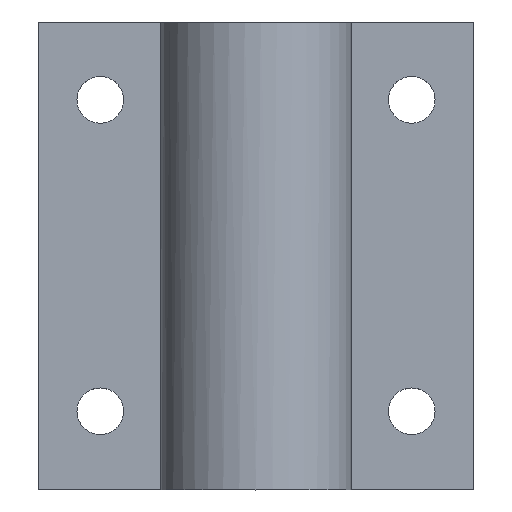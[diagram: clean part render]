
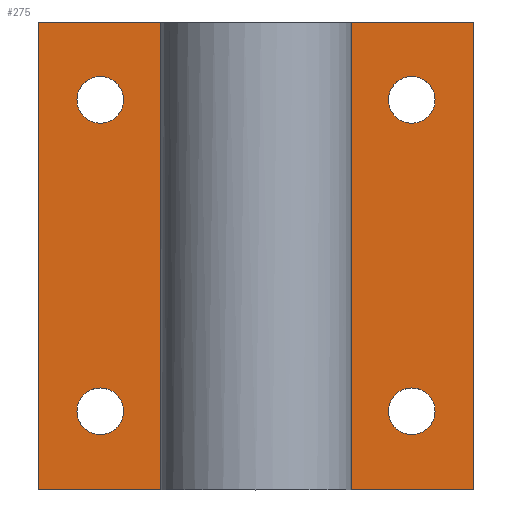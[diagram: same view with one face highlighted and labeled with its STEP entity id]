
A CAD part, top view. The second image highlights one B-rep face of the part: STEP entity #275.
In plain terms, the highlighted planar face has unit normal (0, 0, 1).
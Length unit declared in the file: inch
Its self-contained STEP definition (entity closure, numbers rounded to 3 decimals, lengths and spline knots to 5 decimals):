
#15=FACE_BOUND('',#54,.T.);
#16=FACE_BOUND('',#55,.T.);
#17=FACE_BOUND('',#56,.T.);
#18=FACE_BOUND('',#57,.T.);
#39=FACE_OUTER_BOUND('',#53,.T.);
#53=EDGE_LOOP('',(#221,#222,#223,#224,#225,#226,#227,#228));
#54=EDGE_LOOP('',(#229));
#55=EDGE_LOOP('',(#230));
#56=EDGE_LOOP('',(#231));
#57=EDGE_LOOP('',(#232));
#69=LINE('',#409,#91);
#73=LINE('',#416,#95);
#80=LINE('',#446,#102);
#82=LINE('',#451,#104);
#85=LINE('',#455,#107);
#86=LINE('',#458,#108);
#87=LINE('',#460,#109);
#88=LINE('',#461,#110);
#91=VECTOR('',#329,0.3937);
#95=VECTOR('',#333,0.3937);
#102=VECTOR('',#366,0.3937);
#104=VECTOR('',#370,0.3937);
#107=VECTOR('',#375,0.3937);
#108=VECTOR('',#378,0.3937);
#109=VECTOR('',#379,0.3937);
#110=VECTOR('',#380,0.3937);
#114=CIRCLE('',#298,0.075);
#116=CIRCLE('',#301,0.075);
#118=CIRCLE('',#304,0.075);
#120=CIRCLE('',#307,0.075);
#127=VERTEX_POINT('',#405);
#128=VERTEX_POINT('',#406);
#129=VERTEX_POINT('',#408);
#132=VERTEX_POINT('',#414);
#133=VERTEX_POINT('',#418);
#135=VERTEX_POINT('',#424);
#137=VERTEX_POINT('',#430);
#139=VERTEX_POINT('',#436);
#142=VERTEX_POINT('',#444);
#144=VERTEX_POINT('',#450);
#145=VERTEX_POINT('',#457);
#146=VERTEX_POINT('',#459);
#152=EDGE_CURVE('',#129,#127,#69,.T.);
#156=EDGE_CURVE('',#128,#132,#73,.T.);
#157=EDGE_CURVE('',#133,#133,#114,.T.);
#160=EDGE_CURVE('',#135,#135,#116,.T.);
#163=EDGE_CURVE('',#137,#137,#118,.T.);
#166=EDGE_CURVE('',#139,#139,#120,.T.);
#171=EDGE_CURVE('',#132,#142,#80,.T.);
#173=EDGE_CURVE('',#144,#129,#82,.T.);
#176=EDGE_CURVE('',#142,#144,#85,.T.);
#177=EDGE_CURVE('',#128,#145,#86,.T.);
#178=EDGE_CURVE('',#146,#127,#87,.T.);
#179=EDGE_CURVE('',#145,#146,#88,.T.);
#221=ORIENTED_EDGE('',*,*,#177,.F.);
#222=ORIENTED_EDGE('',*,*,#156,.T.);
#223=ORIENTED_EDGE('',*,*,#171,.T.);
#224=ORIENTED_EDGE('',*,*,#176,.T.);
#225=ORIENTED_EDGE('',*,*,#173,.T.);
#226=ORIENTED_EDGE('',*,*,#152,.T.);
#227=ORIENTED_EDGE('',*,*,#178,.F.);
#228=ORIENTED_EDGE('',*,*,#179,.F.);
#229=ORIENTED_EDGE('',*,*,#166,.T.);
#230=ORIENTED_EDGE('',*,*,#163,.T.);
#231=ORIENTED_EDGE('',*,*,#160,.T.);
#232=ORIENTED_EDGE('',*,*,#157,.T.);
#263=PLANE('',#312);
#275=ADVANCED_FACE('',(#39,#15,#16,#17,#18),#263,.T.);
#298=AXIS2_PLACEMENT_3D('',#419,#336,#337);
#301=AXIS2_PLACEMENT_3D('',#425,#343,#344);
#304=AXIS2_PLACEMENT_3D('',#431,#350,#351);
#307=AXIS2_PLACEMENT_3D('',#437,#357,#358);
#312=AXIS2_PLACEMENT_3D('',#456,#376,#377);
#329=DIRECTION('',(1.,0.,0.));
#333=DIRECTION('',(1.,0.,0.));
#336=DIRECTION('center_axis',(0.,0.,-1.));
#337=DIRECTION('ref_axis',(1.,0.,0.));
#343=DIRECTION('center_axis',(0.,0.,-1.));
#344=DIRECTION('ref_axis',(1.,0.,0.));
#350=DIRECTION('center_axis',(0.,0.,-1.));
#351=DIRECTION('ref_axis',(1.,0.,0.));
#357=DIRECTION('center_axis',(0.,0.,-1.));
#358=DIRECTION('ref_axis',(1.,0.,0.));
#366=DIRECTION('',(0.,1.,0.));
#370=DIRECTION('',(0.,-1.,0.));
#375=DIRECTION('',(-1.,0.,0.));
#376=DIRECTION('center_axis',(0.,0.,1.));
#377=DIRECTION('ref_axis',(1.,0.,0.));
#378=DIRECTION('',(0.,1.,0.));
#379=DIRECTION('',(0.,-1.,0.));
#380=DIRECTION('',(-1.,0.,0.));
#405=CARTESIAN_POINT('',(-0.70068,-0.00165,0.1));
#406=CARTESIAN_POINT('',(-0.3263,-0.00165,0.1));
#408=CARTESIAN_POINT('',(-1.21349,-0.00165,0.1));
#409=CARTESIAN_POINT('',(0.18651,-0.00165,0.1));
#414=CARTESIAN_POINT('',(0.18651,-0.00165,0.1));
#416=CARTESIAN_POINT('',(0.18651,-0.00165,0.1));
#418=CARTESIAN_POINT('',(-1.08849,1.24835,0.1));
#419=CARTESIAN_POINT('Origin',(-1.01349,1.24835,0.1));
#424=CARTESIAN_POINT('',(-0.08849,1.24835,0.1));
#425=CARTESIAN_POINT('Origin',(-0.01349,1.24835,0.1));
#430=CARTESIAN_POINT('',(-1.08849,0.24835,0.1));
#431=CARTESIAN_POINT('Origin',(-1.01349,0.24835,0.1));
#436=CARTESIAN_POINT('',(-0.08849,0.24835,0.1));
#437=CARTESIAN_POINT('Origin',(-0.01349,0.24835,0.1));
#444=CARTESIAN_POINT('',(0.18651,1.49835,0.1));
#446=CARTESIAN_POINT('',(0.18651,1.49835,0.1));
#450=CARTESIAN_POINT('',(-1.21349,1.49835,0.1));
#451=CARTESIAN_POINT('',(-1.21349,-0.00165,0.1));
#455=CARTESIAN_POINT('',(-1.21349,1.49835,0.1));
#456=CARTESIAN_POINT('Origin',(-0.51349,0.74835,0.1));
#457=CARTESIAN_POINT('',(-0.3263,1.49566,0.1));
#458=CARTESIAN_POINT('',(-0.3263,1.49566,0.1));
#459=CARTESIAN_POINT('',(-0.70068,1.49566,0.1));
#460=CARTESIAN_POINT('',(-0.70068,1.49566,0.1));
#461=CARTESIAN_POINT('',(-0.51349,1.49566,0.1));
